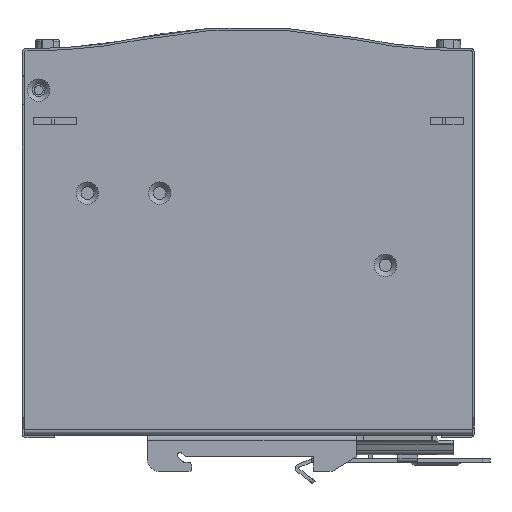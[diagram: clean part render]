
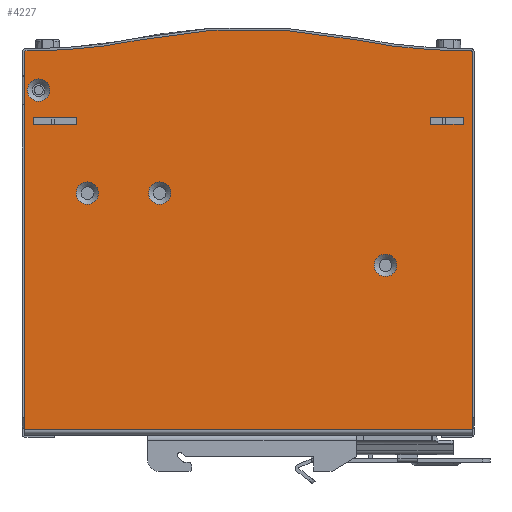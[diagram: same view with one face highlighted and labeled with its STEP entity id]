
A CAD part, front view. The second image highlights one B-rep face of the part: STEP entity #4227.
In plain terms, the highlighted planar face has unit normal (0, -1, 0).
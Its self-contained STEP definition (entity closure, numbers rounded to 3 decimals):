
#4227=ADVANCED_FACE('',(#7655,#7656,#7657,#7658,#7659,#7660,#7661),#6259,
 .F.);
#6259=PLANE('',#40349);
#7655=FACE_BOUND('',#8127,.T.);
#7656=FACE_BOUND('',#8128,.T.);
#7657=FACE_BOUND('',#8129,.T.);
#7658=FACE_BOUND('',#8130,.T.);
#7659=FACE_BOUND('',#8131,.T.);
#7660=FACE_BOUND('',#8132,.T.);
#7661=FACE_BOUND('',#8133,.T.);
#8127=EDGE_LOOP('',(#18612));
#8128=EDGE_LOOP('',(#18613));
#8129=EDGE_LOOP('',(#18614));
#8130=EDGE_LOOP('',(#18615));
#8131=EDGE_LOOP('',(#18616,#18617,#18618,#18619));
#8132=EDGE_LOOP('',(#18620,#18621,#18622,#18623));
#8133=EDGE_LOOP('',(#18624,#18625,#18626,#18627,#18628,#18629,#18630,#18631));
#10522=LINE('',#53075,#14533);
#10537=LINE('',#53150,#14548);
#10538=LINE('',#53153,#14549);
#10539=LINE('',#53155,#14550);
#10540=LINE('',#53157,#14551);
#10541=LINE('',#53158,#14552);
#10542=LINE('',#53161,#14553);
#10543=LINE('',#53163,#14554);
#10544=LINE('',#53165,#14555);
#10545=LINE('',#53171,#14556);
#10546=LINE('',#53173,#14557);
#14533=VECTOR('',#43262,1.);
#14548=VECTOR('',#43331,1.);
#14549=VECTOR('',#43332,1.);
#14550=VECTOR('',#43333,1.);
#14551=VECTOR('',#43334,1.);
#14552=VECTOR('',#43335,1.);
#14553=VECTOR('',#43336,1.);
#14554=VECTOR('',#43337,1.);
#14555=VECTOR('',#43338,1.);
#14556=VECTOR('',#43343,1.);
#14557=VECTOR('',#43344,1.);
#18612=ORIENTED_EDGE('',*,*,#33807,.T.);
#18613=ORIENTED_EDGE('',*,*,#33808,.T.);
#18614=ORIENTED_EDGE('',*,*,#33809,.T.);
#18615=ORIENTED_EDGE('',*,*,#33810,.T.);
#18616=ORIENTED_EDGE('',*,*,#33811,.F.);
#18617=ORIENTED_EDGE('',*,*,#33812,.F.);
#18618=ORIENTED_EDGE('',*,*,#33813,.F.);
#18619=ORIENTED_EDGE('',*,*,#33814,.F.);
#18620=ORIENTED_EDGE('',*,*,#33815,.F.);
#18621=ORIENTED_EDGE('',*,*,#33816,.F.);
#18622=ORIENTED_EDGE('',*,*,#33817,.F.);
#18623=ORIENTED_EDGE('',*,*,#33818,.F.);
#18624=ORIENTED_EDGE('',*,*,#33819,.F.);
#18625=ORIENTED_EDGE('',*,*,#33820,.T.);
#18626=ORIENTED_EDGE('',*,*,#33821,.F.);
#18627=ORIENTED_EDGE('',*,*,#33822,.T.);
#18628=ORIENTED_EDGE('',*,*,#33772,.T.);
#18629=ORIENTED_EDGE('',*,*,#33823,.T.);
#18630=ORIENTED_EDGE('',*,*,#33824,.F.);
#18631=ORIENTED_EDGE('',*,*,#33825,.F.);
#29998=VERTEX_POINT('',#53074);
#29999=VERTEX_POINT('',#53076);
#30028=VERTEX_POINT('',#53143);
#30029=VERTEX_POINT('',#53145);
#30030=VERTEX_POINT('',#53147);
#30031=VERTEX_POINT('',#53149);
#30032=VERTEX_POINT('',#53151);
#30033=VERTEX_POINT('',#53152);
#30034=VERTEX_POINT('',#53154);
#30035=VERTEX_POINT('',#53156);
#30036=VERTEX_POINT('',#53159);
#30037=VERTEX_POINT('',#53160);
#30038=VERTEX_POINT('',#53162);
#30039=VERTEX_POINT('',#53164);
#30040=VERTEX_POINT('',#53167);
#30041=VERTEX_POINT('',#53168);
#30042=VERTEX_POINT('',#53170);
#30043=VERTEX_POINT('',#53172);
#30044=VERTEX_POINT('',#53175);
#30045=VERTEX_POINT('',#53177);
#33772=EDGE_CURVE('',#29999,#29998,#10522,.T.);
#33807=EDGE_CURVE('',#30028,#30028,#39472,.T.);
#33808=EDGE_CURVE('',#30029,#30029,#39473,.T.);
#33809=EDGE_CURVE('',#30030,#30030,#39474,.T.);
#33810=EDGE_CURVE('',#30031,#30031,#39475,.T.);
#33811=EDGE_CURVE('',#30032,#30033,#10537,.T.);
#33812=EDGE_CURVE('',#30034,#30032,#10538,.T.);
#33813=EDGE_CURVE('',#30035,#30034,#10539,.T.);
#33814=EDGE_CURVE('',#30033,#30035,#10540,.T.);
#33815=EDGE_CURVE('',#30036,#30037,#10541,.T.);
#33816=EDGE_CURVE('',#30038,#30036,#10542,.T.);
#33817=EDGE_CURVE('',#30039,#30038,#10543,.T.);
#33818=EDGE_CURVE('',#30037,#30039,#10544,.T.);
#33819=EDGE_CURVE('',#30040,#30041,#39476,.T.);
#33820=EDGE_CURVE('',#30040,#30042,#39477,.T.);
#33821=EDGE_CURVE('',#30043,#30042,#10545,.T.);
#33822=EDGE_CURVE('',#30043,#29999,#10546,.T.);
#33823=EDGE_CURVE('',#29998,#30044,#39478,.T.);
#33824=EDGE_CURVE('',#30045,#30044,#39479,.T.);
#33825=EDGE_CURVE('',#30041,#30045,#39480,.T.);
#39472=CIRCLE('',#40340,3.1);
#39473=CIRCLE('',#40341,3.1);
#39474=CIRCLE('',#40342,3.1);
#39475=CIRCLE('',#40343,3.1);
#39476=CIRCLE('',#40344,150.);
#39477=CIRCLE('',#40345,0.5);
#39478=CIRCLE('',#40346,0.5);
#39479=CIRCLE('',#40347,150.);
#39480=CIRCLE('',#40348,150.);
#40340=AXIS2_PLACEMENT_3D('',#53142,#43323,#43324);
#40341=AXIS2_PLACEMENT_3D('',#53144,#43325,#43326);
#40342=AXIS2_PLACEMENT_3D('',#53146,#43327,#43328);
#40343=AXIS2_PLACEMENT_3D('',#53148,#43329,#43330);
#40344=AXIS2_PLACEMENT_3D('',#53166,#43339,#43340);
#40345=AXIS2_PLACEMENT_3D('',#53169,#43341,#43342);
#40346=AXIS2_PLACEMENT_3D('',#53174,#43345,#43346);
#40347=AXIS2_PLACEMENT_3D('',#53176,#43347,#43348);
#40348=AXIS2_PLACEMENT_3D('',#53178,#43349,#43350);
#40349=AXIS2_PLACEMENT_3D('',#53179,#43351,#43352);
#43262=DIRECTION('',(0.,0.,1.));
#43323=DIRECTION('',(0.,1.,0.));
#43324=DIRECTION('',(0.,0.,1.));
#43325=DIRECTION('',(0.,1.,0.));
#43326=DIRECTION('',(0.,0.,1.));
#43327=DIRECTION('',(0.,1.,0.));
#43328=DIRECTION('',(0.,0.,1.));
#43329=DIRECTION('',(0.,1.,0.));
#43330=DIRECTION('',(0.,0.,1.));
#43331=DIRECTION('',(-1.,0.,0.));
#43332=DIRECTION('',(0.,0.,1.));
#43333=DIRECTION('',(1.,0.,0.));
#43334=DIRECTION('',(0.,0.,-1.));
#43335=DIRECTION('',(-1.,0.,0.));
#43336=DIRECTION('',(0.,0.,1.));
#43337=DIRECTION('',(1.,0.,0.));
#43338=DIRECTION('',(0.,0.,-1.));
#43339=DIRECTION('',(0.,-1.,0.));
#43340=DIRECTION('',(0.,0.,1.));
#43341=DIRECTION('',(0.,-1.,0.));
#43342=DIRECTION('',(0.,0.,1.));
#43343=DIRECTION('',(0.,0.,1.));
#43344=DIRECTION('',(1.,0.,0.));
#43345=DIRECTION('',(0.,-1.,0.));
#43346=DIRECTION('',(0.,0.,1.));
#43347=DIRECTION('',(0.,-1.,0.));
#43348=DIRECTION('',(0.,0.,1.));
#43349=DIRECTION('',(0.,1.,0.));
#43350=DIRECTION('',(0.,0.,1.));
#43351=DIRECTION('',(0.,1.,0.));
#43352=DIRECTION('',(0.,0.,1.));
#53074=CARTESIAN_POINT('',(62.,-20.,105.893));
#53075=CARTESIAN_POINT('',(62.,-20.,1.502));
#53076=CARTESIAN_POINT('',(62.,-20.,1.502));
#53142=CARTESIAN_POINT('',(-58.,-20.,95.5));
#53143=CARTESIAN_POINT('',(-58.,-20.,98.6));
#53144=CARTESIAN_POINT('',(38.,-20.,47.));
#53145=CARTESIAN_POINT('',(38.,-20.,50.1));
#53146=CARTESIAN_POINT('',(-24.5,-20.,67.));
#53147=CARTESIAN_POINT('',(-24.5,-20.,70.1));
#53148=CARTESIAN_POINT('',(-44.5,-20.,67.));
#53149=CARTESIAN_POINT('',(-44.5,-20.,70.1));
#53150=CARTESIAN_POINT('',(-62.,-20.,88.));
#53151=CARTESIAN_POINT('',(-47.5,-20.,88.));
#53152=CARTESIAN_POINT('',(-59.5,-20.,88.));
#53153=CARTESIAN_POINT('',(-47.5,-20.,1.502));
#53154=CARTESIAN_POINT('',(-47.5,-20.,86.));
#53155=CARTESIAN_POINT('',(-62.,-20.,86.));
#53156=CARTESIAN_POINT('',(-59.5,-20.,86.));
#53157=CARTESIAN_POINT('',(-59.5,-20.,1.502));
#53158=CARTESIAN_POINT('',(-62.,-20.,88.));
#53159=CARTESIAN_POINT('',(59.5,-20.,88.));
#53160=CARTESIAN_POINT('',(50.5,-20.,88.));
#53161=CARTESIAN_POINT('',(59.5,-20.,1.502));
#53162=CARTESIAN_POINT('',(59.5,-20.,86.));
#53163=CARTESIAN_POINT('',(-62.,-20.,86.));
#53164=CARTESIAN_POINT('',(50.5,-20.,86.));
#53165=CARTESIAN_POINT('',(50.5,-20.,1.502));
#53166=CARTESIAN_POINT('',(-59.78,-20.,256.384));
#53167=CARTESIAN_POINT('',(-61.494,-20.,106.393));
#53168=CARTESIAN_POINT('',(-29.89,-20.,109.392));
#53169=CARTESIAN_POINT('',(-61.5,-20.,105.893));
#53170=CARTESIAN_POINT('',(-62.,-20.,105.893));
#53171=CARTESIAN_POINT('',(-62.,-20.,1.502));
#53172=CARTESIAN_POINT('',(-62.,-20.,1.502));
#53173=CARTESIAN_POINT('',(-62.,-20.,1.502));
#53174=CARTESIAN_POINT('',(61.5,-20.,105.893));
#53175=CARTESIAN_POINT('',(61.494,-20.,106.393));
#53176=CARTESIAN_POINT('',(59.78,-20.,256.384));
#53177=CARTESIAN_POINT('',(29.89,-20.,109.392));
#53178=CARTESIAN_POINT('',(0.,-20.,-37.6));
#53179=CARTESIAN_POINT('',(-62.,-20.,1.502));
